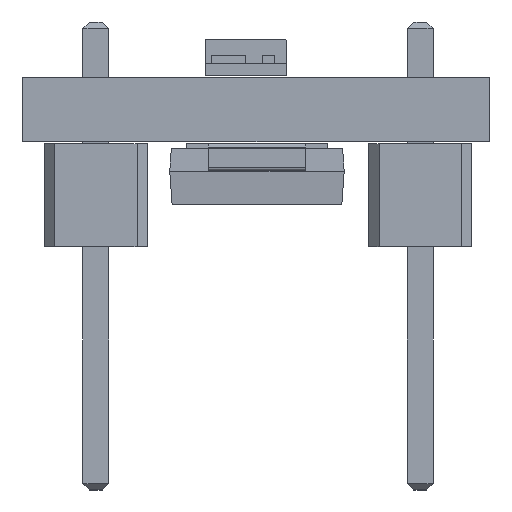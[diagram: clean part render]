
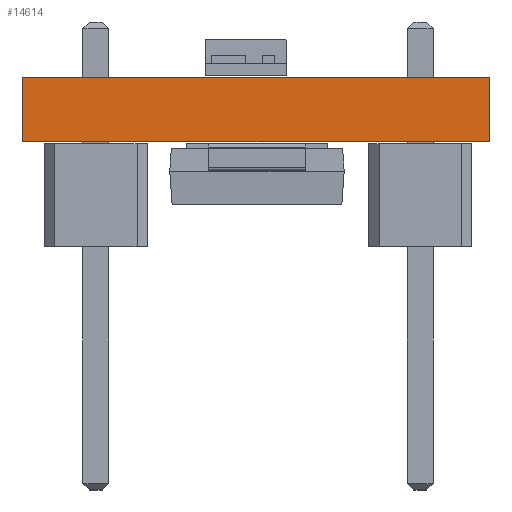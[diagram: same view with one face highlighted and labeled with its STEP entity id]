
A CAD part, left-side view. The second image highlights one B-rep face of the part: STEP entity #14614.
In plain terms, the highlighted planar face has unit normal (-1, 0, 0).
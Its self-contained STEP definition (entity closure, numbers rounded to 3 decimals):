
#14433 = PLANE('',#14434);
#14434 = AXIS2_PLACEMENT_3D('',#14435,#14436,#14437);
#14435 = CARTESIAN_POINT('',(85.75,-5.75,0.));
#14436 = DIRECTION('',(0.,-1.,0.));
#14437 = DIRECTION('',(-1.,0.,0.));
#14458 = VERTEX_POINT('',#14459);
#14459 = CARTESIAN_POINT('',(-85.75,-5.75,1.58));
#14473 = PLANE('',#14474);
#14474 = AXIS2_PLACEMENT_3D('',#14475,#14476,#14477);
#14475 = CARTESIAN_POINT('',(0.,0.,1.58));
#14476 = DIRECTION('',(-0.,-0.,-1.));
#14477 = DIRECTION('',(-1.,0.,0.));
#14485 = EDGE_CURVE('',#14486,#14458,#14488,.T.);
#14486 = VERTEX_POINT('',#14487);
#14487 = CARTESIAN_POINT('',(-85.75,-5.75,0.));
#14488 = SURFACE_CURVE('',#14489,(#14493,#14500),.PCURVE_S1.);
#14489 = LINE('',#14490,#14491);
#14490 = CARTESIAN_POINT('',(-85.75,-5.75,0.));
#14491 = VECTOR('',#14492,1.);
#14492 = DIRECTION('',(0.,0.,1.));
#14493 = PCURVE('',#14433,#14494);
#14494 = DEFINITIONAL_REPRESENTATION('',(#14495),#14499);
#14495 = LINE('',#14496,#14497);
#14496 = CARTESIAN_POINT('',(171.5,0.));
#14497 = VECTOR('',#14498,1.);
#14498 = DIRECTION('',(0.,-1.));
#14499 = ( GEOMETRIC_REPRESENTATION_CONTEXT(2) 
PARAMETRIC_REPRESENTATION_CONTEXT() REPRESENTATION_CONTEXT('2D SPACE',''
  ) );
#14500 = PCURVE('',#14501,#14506);
#14501 = PLANE('',#14502);
#14502 = AXIS2_PLACEMENT_3D('',#14503,#14504,#14505);
#14503 = CARTESIAN_POINT('',(-85.75,-5.75,0.));
#14504 = DIRECTION('',(-1.,0.,0.));
#14505 = DIRECTION('',(0.,1.,0.));
#14506 = DEFINITIONAL_REPRESENTATION('',(#14507),#14511);
#14507 = LINE('',#14508,#14509);
#14508 = CARTESIAN_POINT('',(0.,0.));
#14509 = VECTOR('',#14510,1.);
#14510 = DIRECTION('',(0.,-1.));
#14511 = ( GEOMETRIC_REPRESENTATION_CONTEXT(2) 
PARAMETRIC_REPRESENTATION_CONTEXT() REPRESENTATION_CONTEXT('2D SPACE',''
  ) );
#14527 = PLANE('',#14528);
#14528 = AXIS2_PLACEMENT_3D('',#14529,#14530,#14531);
#14529 = CARTESIAN_POINT('',(0.,0.,0.));
#14530 = DIRECTION('',(-0.,-0.,-1.));
#14531 = DIRECTION('',(-1.,0.,0.));
#14560 = PLANE('',#14561);
#14561 = AXIS2_PLACEMENT_3D('',#14562,#14563,#14564);
#14562 = CARTESIAN_POINT('',(-85.75,5.75,0.));
#14563 = DIRECTION('',(0.,1.,0.));
#14564 = DIRECTION('',(1.,0.,0.));
#14614 = ADVANCED_FACE('',(#14615),#14501,.T.);
#14615 = FACE_BOUND('',#14616,.T.);
#14616 = EDGE_LOOP('',(#14617,#14618,#14641,#14664));
#14617 = ORIENTED_EDGE('',*,*,#14485,.T.);
#14618 = ORIENTED_EDGE('',*,*,#14619,.T.);
#14619 = EDGE_CURVE('',#14458,#14620,#14622,.T.);
#14620 = VERTEX_POINT('',#14621);
#14621 = CARTESIAN_POINT('',(-85.75,5.75,1.58));
#14622 = SURFACE_CURVE('',#14623,(#14627,#14634),.PCURVE_S1.);
#14623 = LINE('',#14624,#14625);
#14624 = CARTESIAN_POINT('',(-85.75,-5.75,1.58));
#14625 = VECTOR('',#14626,1.);
#14626 = DIRECTION('',(0.,1.,0.));
#14627 = PCURVE('',#14501,#14628);
#14628 = DEFINITIONAL_REPRESENTATION('',(#14629),#14633);
#14629 = LINE('',#14630,#14631);
#14630 = CARTESIAN_POINT('',(0.,-1.58));
#14631 = VECTOR('',#14632,1.);
#14632 = DIRECTION('',(1.,0.));
#14633 = ( GEOMETRIC_REPRESENTATION_CONTEXT(2) 
PARAMETRIC_REPRESENTATION_CONTEXT() REPRESENTATION_CONTEXT('2D SPACE',''
  ) );
#14634 = PCURVE('',#14473,#14635);
#14635 = DEFINITIONAL_REPRESENTATION('',(#14636),#14640);
#14636 = LINE('',#14637,#14638);
#14637 = CARTESIAN_POINT('',(85.75,-5.75));
#14638 = VECTOR('',#14639,1.);
#14639 = DIRECTION('',(0.,1.));
#14640 = ( GEOMETRIC_REPRESENTATION_CONTEXT(2) 
PARAMETRIC_REPRESENTATION_CONTEXT() REPRESENTATION_CONTEXT('2D SPACE',''
  ) );
#14641 = ORIENTED_EDGE('',*,*,#14642,.F.);
#14642 = EDGE_CURVE('',#14643,#14620,#14645,.T.);
#14643 = VERTEX_POINT('',#14644);
#14644 = CARTESIAN_POINT('',(-85.75,5.75,0.));
#14645 = SURFACE_CURVE('',#14646,(#14650,#14657),.PCURVE_S1.);
#14646 = LINE('',#14647,#14648);
#14647 = CARTESIAN_POINT('',(-85.75,5.75,0.));
#14648 = VECTOR('',#14649,1.);
#14649 = DIRECTION('',(0.,0.,1.));
#14650 = PCURVE('',#14501,#14651);
#14651 = DEFINITIONAL_REPRESENTATION('',(#14652),#14656);
#14652 = LINE('',#14653,#14654);
#14653 = CARTESIAN_POINT('',(11.5,0.));
#14654 = VECTOR('',#14655,1.);
#14655 = DIRECTION('',(0.,-1.));
#14656 = ( GEOMETRIC_REPRESENTATION_CONTEXT(2) 
PARAMETRIC_REPRESENTATION_CONTEXT() REPRESENTATION_CONTEXT('2D SPACE',''
  ) );
#14657 = PCURVE('',#14560,#14658);
#14658 = DEFINITIONAL_REPRESENTATION('',(#14659),#14663);
#14659 = LINE('',#14660,#14661);
#14660 = CARTESIAN_POINT('',(0.,0.));
#14661 = VECTOR('',#14662,1.);
#14662 = DIRECTION('',(0.,-1.));
#14663 = ( GEOMETRIC_REPRESENTATION_CONTEXT(2) 
PARAMETRIC_REPRESENTATION_CONTEXT() REPRESENTATION_CONTEXT('2D SPACE',''
  ) );
#14664 = ORIENTED_EDGE('',*,*,#14665,.F.);
#14665 = EDGE_CURVE('',#14486,#14643,#14666,.T.);
#14666 = SURFACE_CURVE('',#14667,(#14671,#14678),.PCURVE_S1.);
#14667 = LINE('',#14668,#14669);
#14668 = CARTESIAN_POINT('',(-85.75,-5.75,0.));
#14669 = VECTOR('',#14670,1.);
#14670 = DIRECTION('',(0.,1.,0.));
#14671 = PCURVE('',#14501,#14672);
#14672 = DEFINITIONAL_REPRESENTATION('',(#14673),#14677);
#14673 = LINE('',#14674,#14675);
#14674 = CARTESIAN_POINT('',(0.,0.));
#14675 = VECTOR('',#14676,1.);
#14676 = DIRECTION('',(1.,0.));
#14677 = ( GEOMETRIC_REPRESENTATION_CONTEXT(2) 
PARAMETRIC_REPRESENTATION_CONTEXT() REPRESENTATION_CONTEXT('2D SPACE',''
  ) );
#14678 = PCURVE('',#14527,#14679);
#14679 = DEFINITIONAL_REPRESENTATION('',(#14680),#14684);
#14680 = LINE('',#14681,#14682);
#14681 = CARTESIAN_POINT('',(85.75,-5.75));
#14682 = VECTOR('',#14683,1.);
#14683 = DIRECTION('',(0.,1.));
#14684 = ( GEOMETRIC_REPRESENTATION_CONTEXT(2) 
PARAMETRIC_REPRESENTATION_CONTEXT() REPRESENTATION_CONTEXT('2D SPACE',''
  ) );
